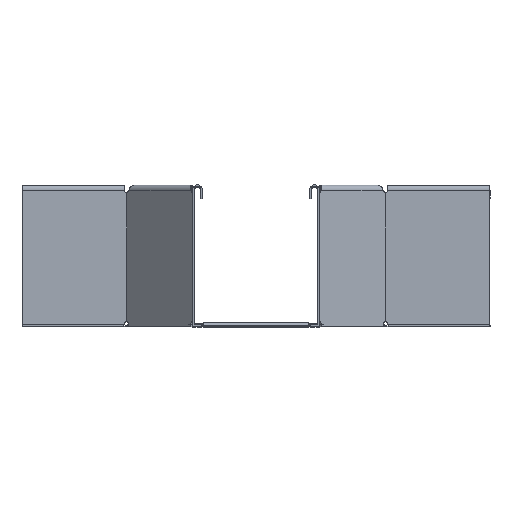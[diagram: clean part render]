
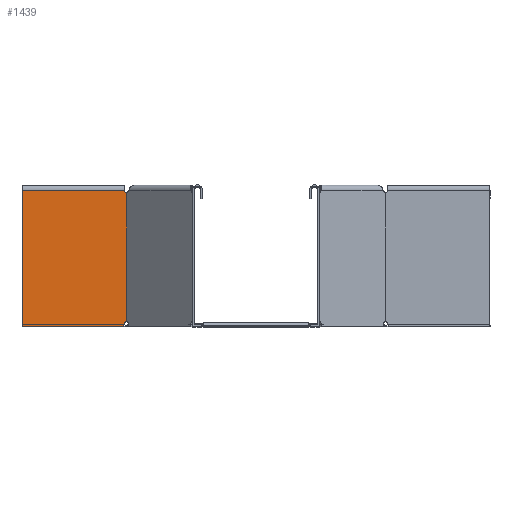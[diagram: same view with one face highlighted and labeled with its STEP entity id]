
A CAD part, top view. The second image highlights one B-rep face of the part: STEP entity #1439.
In plain terms, the highlighted face is planar.
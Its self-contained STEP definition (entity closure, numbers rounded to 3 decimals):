
#47 = VERTEX_POINT ( 'NONE', #1382 ) ;
#149 = CARTESIAN_POINT ( 'NONE',  ( -16.742, 0.385, -151.68 ) ) ;
#398 = DIRECTION ( 'NONE',  ( 0.707, 0., -0.707 ) ) ;
#480 = CARTESIAN_POINT ( 'NONE',  ( -15., 3.75, -149.938 ) ) ;
#507 = VECTOR ( 'NONE', #4049, 1000. ) ;
#618 = CARTESIAN_POINT ( 'NONE',  ( -14.885, 1.75, -149.823 ) ) ;
#626 = CARTESIAN_POINT ( 'NONE',  ( -16.469, 1.294, -151.407 ) ) ;
#650 = CARTESIAN_POINT ( 'NONE',  ( -15.086, 101.264, -150.024 ) ) ;
#682 = EDGE_CURVE ( 'NONE', #2240, #5806, #4258, .T. ) ;
#690 = LINE ( 'NONE', #1151, #1014 ) ;
#728 = LINE ( 'NONE', #3039, #507 ) ;
#828 = EDGE_CURVE ( 'NONE', #3809, #1453, #1609, .T. ) ;
#831 = CARTESIAN_POINT ( 'NONE',  ( 10.129, 0., -124.809 ) ) ;
#934 = EDGE_CURVE ( 'NONE', #4639, #2240, #3212, .T. ) ;
#1014 = VECTOR ( 'NONE', #4072, 1000. ) ;
#1024 = ORIENTED_EDGE ( 'NONE', *, *, #682, .T. ) ;
#1057 = CARTESIAN_POINT ( 'NONE',  ( -16.299, 1.75, -151.237 ) ) ;
#1121 = CARTESIAN_POINT ( 'NONE',  ( -70.994, 0., -205.932 ) ) ;
#1124 = CARTESIAN_POINT ( 'NONE',  ( -16.367, 1.573, -151.305 ) ) ;
#1151 = CARTESIAN_POINT ( 'NONE',  ( -70.994, 0., -205.932 ) ) ;
#1166 = ORIENTED_EDGE ( 'NONE', *, *, #828, .F. ) ;
#1188 = AXIS2_PLACEMENT_3D ( 'NONE', #4924, #3460, #4449 ) ;
#1268 = EDGE_CURVE ( 'NONE', #2416, #1836, #2770, .T. ) ;
#1296 = CARTESIAN_POINT ( 'NONE',  ( -16.822, 0., -151.76 ) ) ;
#1332 = ORIENTED_EDGE ( 'NONE', *, *, #1268, .T. ) ;
#1382 = CARTESIAN_POINT ( 'NONE',  ( -70.994, 103.25, -205.932 ) ) ;
#1386 = CIRCLE ( 'NONE', #1188, 2. ) ;
#1402 = CARTESIAN_POINT ( 'NONE',  ( -15., 3.75, -149.938 ) ) ;
#1424 = FACE_OUTER_BOUND ( 'NONE', #2493, .T. ) ;
#1439 = ADVANCED_FACE ( 'NONE', ( #1424 ), #2316, .F. ) ;
#1449 = CARTESIAN_POINT ( 'NONE',  ( -15., 0., -149.938 ) ) ;
#1453 = VERTEX_POINT ( 'NONE', #3771 ) ;
#1532 = CARTESIAN_POINT ( 'NONE',  ( -16.504, 1.194, -151.442 ) ) ;
#1609 = B_SPLINE_CURVE_WITH_KNOTS ( 'NONE', 3,
 ( #2579, #2066, #5520, #5491, #2645, #650, #4573, #4511, #4132, #4033, #3997 ),
 .UNSPECIFIED., .F., .F.,
 ( 4, 2, 1, 2, 2, 4 ),
 ( 0., 0.25, 0.375, 0.437, 0.5, 1. ),
 .UNSPECIFIED. ) ;
#1739 = CARTESIAN_POINT ( 'NONE',  ( -15.146, 101.284, -150.084 ) ) ;
#1822 = CIRCLE ( 'NONE', #2650, 2. ) ;
#1836 = VERTEX_POINT ( 'NONE', #480 ) ;
#2012 = DIRECTION ( 'NONE',  ( -0.707, 0., -0.707 ) ) ;
#2066 = CARTESIAN_POINT ( 'NONE',  ( -15.135, 101.28, -150.073 ) ) ;
#2240 = VERTEX_POINT ( 'NONE', #1296 ) ;
#2316 = PLANE ( 'NONE',  #3698 ) ;
#2416 = VERTEX_POINT ( 'NONE', #3860 ) ;
#2450 = EDGE_CURVE ( 'NONE', #1453, #1836, #4276, .T. ) ;
#2493 = EDGE_LOOP ( 'NONE', ( #4514, #1332, #5715, #1166, #3822, #5679, #3360, #4829, #5485, #1024 ) ) ;
#2555 = CARTESIAN_POINT ( 'NONE',  ( -16.463, 1.309, -151.401 ) ) ;
#2579 = CARTESIAN_POINT ( 'NONE',  ( -15.146, 101.284, -150.084 ) ) ;
#2586 = CARTESIAN_POINT ( 'NONE',  ( -16.639, 0.772, -151.577 ) ) ;
#2606 = VECTOR ( 'NONE', #5192, 1000. ) ;
#2645 = CARTESIAN_POINT ( 'NONE',  ( -15.095, 101.267, -150.033 ) ) ;
#2650 = AXIS2_PLACEMENT_3D ( 'NONE', #618, #5411, #5886 ) ;
#2770 = B_SPLINE_CURVE_WITH_KNOTS ( 'NONE', 3,
 ( #3812, #3279, #4736, #1402 ),
 .UNSPECIFIED., .F., .F.,
 ( 4, 4 ),
 ( 0., 1. ),
 .UNSPECIFIED. ) ;
#2959 = EDGE_CURVE ( 'NONE', #5008, #47, #3977, .T. ) ;
#3031 = CARTESIAN_POINT ( 'NONE',  ( -16.612, 0.862, -151.55 ) ) ;
#3039 = CARTESIAN_POINT ( 'NONE',  ( -70.994, 1.75, -205.932 ) ) ;
#3212 = LINE ( 'NONE', #831, #4405 ) ;
#3279 = CARTESIAN_POINT ( 'NONE',  ( -15.084, 3.739, -150.022 ) ) ;
#3349 = CARTESIAN_POINT ( 'NONE',  ( -16.822, 0., -151.76 ) ) ;
#3360 = ORIENTED_EDGE ( 'NONE', *, *, #4977, .F. ) ;
#3460 = DIRECTION ( 'NONE',  ( -0.707, 0., 0.707 ) ) ;
#3463 = CARTESIAN_POINT ( 'NONE',  ( -16.458, 1.325, -151.396 ) ) ;
#3531 = CARTESIAN_POINT ( 'NONE',  ( -16.481, 1.26, -151.419 ) ) ;
#3698 = AXIS2_PLACEMENT_3D ( 'NONE', #4220, #398, #6146 ) ;
#3724 = VERTEX_POINT ( 'NONE', #5889 ) ;
#3771 = CARTESIAN_POINT ( 'NONE',  ( -15., 101.25, -149.938 ) ) ;
#3809 = VERTEX_POINT ( 'NONE', #1739 ) ;
#3812 = CARTESIAN_POINT ( 'NONE',  ( -15.146, 3.716, -150.084 ) ) ;
#3822 = ORIENTED_EDGE ( 'NONE', *, *, #4389, .F. ) ;
#3860 = CARTESIAN_POINT ( 'NONE',  ( -15.146, 3.716, -150.084 ) ) ;
#3977 = LINE ( 'NONE', #4390, #4011 ) ;
#3997 = CARTESIAN_POINT ( 'NONE',  ( -15., 101.25, -149.938 ) ) ;
#4008 = CARTESIAN_POINT ( 'NONE',  ( -16.792, 0.156, -151.73 ) ) ;
#4011 = VECTOR ( 'NONE', #2012, 1000. ) ;
#4033 = CARTESIAN_POINT ( 'NONE',  ( -15.031, 101.25, -149.969 ) ) ;
#4049 = DIRECTION ( 'NONE',  ( 0., -1., 0. ) ) ;
#4072 = DIRECTION ( 'NONE',  ( 0., 1., 0. ) ) ;
#4132 = CARTESIAN_POINT ( 'NONE',  ( -15.06, 101.258, -149.998 ) ) ;
#4220 = CARTESIAN_POINT ( 'NONE',  ( 10.129, 0., -124.809 ) ) ;
#4258 = B_SPLINE_CURVE_WITH_KNOTS ( 'NONE', 3,
 ( #3349, #4008, #149, #4960, #2586, #4521, #3031, #5875, #5941, #4453, #1532, #3531, #626, #2555, #5467, #3463, #5400, #1124, #1057 ),
 .UNSPECIFIED., .F., .F.,
 ( 4, 1, 1, 1, 2, 2, 1, 1, 1, 1, 2, 2, 4 ),
 ( 0., 0.25, 0.375, 0.438, 0.469, 0.5, 0.625, 0.688, 0.719, 0.734, 0.742, 0.75, 1. ),
 .UNSPECIFIED. ) ;
#4276 = LINE ( 'NONE', #1449, #2606 ) ;
#4389 = EDGE_CURVE ( 'NONE', #5008, #3809, #1386, .T. ) ;
#4390 = CARTESIAN_POINT ( 'NONE',  ( 10.129, 103.25, -124.809 ) ) ;
#4405 = VECTOR ( 'NONE', #4636, 1000. ) ;
#4449 = DIRECTION ( 'NONE',  ( 0., 1., 0. ) ) ;
#4451 = CARTESIAN_POINT ( 'NONE',  ( -16.299, 103.25, -151.237 ) ) ;
#4453 = CARTESIAN_POINT ( 'NONE',  ( -16.548, 1.066, -151.486 ) ) ;
#4511 = CARTESIAN_POINT ( 'NONE',  ( -15.075, 101.262, -150.013 ) ) ;
#4514 = ORIENTED_EDGE ( 'NONE', *, *, #5394, .F. ) ;
#4521 = CARTESIAN_POINT ( 'NONE',  ( -16.623, 0.826, -151.561 ) ) ;
#4573 = CARTESIAN_POINT ( 'NONE',  ( -15.08, 101.263, -150.018 ) ) ;
#4636 = DIRECTION ( 'NONE',  ( 0.707, 0., 0.707 ) ) ;
#4639 = VERTEX_POINT ( 'NONE', #1121 ) ;
#4642 = CARTESIAN_POINT ( 'NONE',  ( -16.299, 1.75, -151.237 ) ) ;
#4736 = CARTESIAN_POINT ( 'NONE',  ( -15.035, 3.75, -149.973 ) ) ;
#4829 = ORIENTED_EDGE ( 'NONE', *, *, #5974, .T. ) ;
#4924 = CARTESIAN_POINT ( 'NONE',  ( -14.885, 103.25, -149.823 ) ) ;
#4960 = CARTESIAN_POINT ( 'NONE',  ( -16.675, 0.644, -151.613 ) ) ;
#4977 = EDGE_CURVE ( 'NONE', #3724, #47, #690, .T. ) ;
#5008 = VERTEX_POINT ( 'NONE', #4451 ) ;
#5192 = DIRECTION ( 'NONE',  ( 0., -1., 0. ) ) ;
#5394 = EDGE_CURVE ( 'NONE', #2416, #5806, #1822, .T. ) ;
#5400 = CARTESIAN_POINT ( 'NONE',  ( -16.419, 1.433, -151.357 ) ) ;
#5411 = DIRECTION ( 'NONE',  ( -0.707, 0., 0.707 ) ) ;
#5467 = CARTESIAN_POINT ( 'NONE',  ( -16.46, 1.318, -151.398 ) ) ;
#5485 = ORIENTED_EDGE ( 'NONE', *, *, #934, .T. ) ;
#5491 = CARTESIAN_POINT ( 'NONE',  ( -15.104, 101.27, -150.042 ) ) ;
#5520 = CARTESIAN_POINT ( 'NONE',  ( -15.122, 101.276, -150.061 ) ) ;
#5679 = ORIENTED_EDGE ( 'NONE', *, *, #2959, .T. ) ;
#5715 = ORIENTED_EDGE ( 'NONE', *, *, #2450, .F. ) ;
#5806 = VERTEX_POINT ( 'NONE', #4642 ) ;
#5875 = CARTESIAN_POINT ( 'NONE',  ( -16.606, 0.882, -151.544 ) ) ;
#5886 = DIRECTION ( 'NONE',  ( 0., -1., 0. ) ) ;
#5889 = CARTESIAN_POINT ( 'NONE',  ( -70.994, 1.75, -205.932 ) ) ;
#5941 = CARTESIAN_POINT ( 'NONE',  ( -16.581, 0.963, -151.519 ) ) ;
#5974 = EDGE_CURVE ( 'NONE', #3724, #4639, #728, .T. ) ;
#6146 = DIRECTION ( 'NONE',  ( 0., -1., 0. ) ) ;
